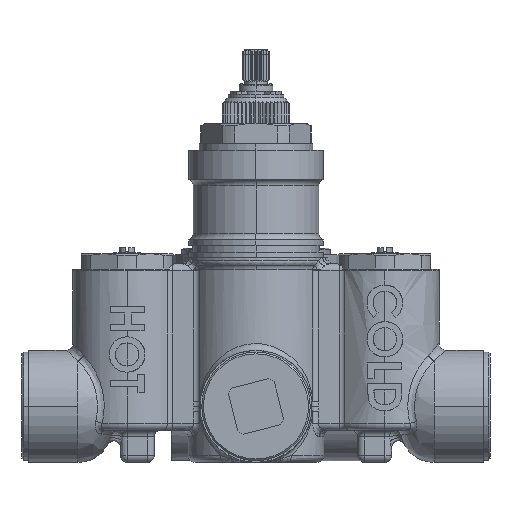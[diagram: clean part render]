
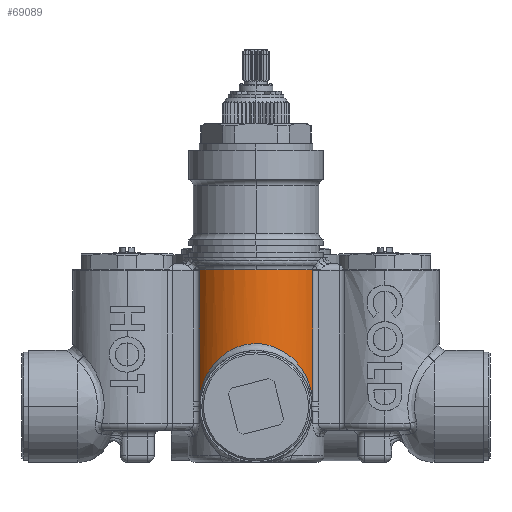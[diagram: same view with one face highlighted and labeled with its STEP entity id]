
A CAD part, front view. The second image highlights one B-rep face of the part: STEP entity #69089.
In plain terms, the highlighted cylindrical face has radius 20 mm (diameter 40 mm), a partial arc.
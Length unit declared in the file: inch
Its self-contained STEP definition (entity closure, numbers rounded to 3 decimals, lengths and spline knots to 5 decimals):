
#5183=DIRECTION('',(0.,0.,1.));
#5184=VECTOR('',#5183,1.51575);
#5185=CARTESIAN_POINT('',(-0.65995,-0.42949,
0.70866));
#5186=LINE('',#5185,#5184);
#10904=CARTESIAN_POINT('',(-0.65995,-0.42949,
2.22441));
#10905=CARTESIAN_POINT('',(-0.65995,-0.42949,
2.22795));
#10906=CARTESIAN_POINT('',(-0.66002,-0.42938,
2.23147));
#10907=CARTESIAN_POINT('',(-0.66016,-0.42917,
2.23496));
#10909=CARTESIAN_POINT('',(0.,0.,2.23496));
#10910=DIRECTION('',(0.,0.,1.));
#10911=DIRECTION('',(0.,-1.,0.));
#10912=AXIS2_PLACEMENT_3D('',#10909,#10910,#10911);
#10914=CARTESIAN_POINT('',(0.66016,-0.42917,
2.23496));
#10915=CARTESIAN_POINT('',(0.66002,-0.42938,
2.23147));
#10916=CARTESIAN_POINT('',(0.65995,-0.42949,
2.22795));
#10917=CARTESIAN_POINT('',(0.65995,-0.42949,
2.22441));
#10919=DIRECTION('',(0.,0.,-1.));
#10920=VECTOR('',#10919,1.51575);
#10921=CARTESIAN_POINT('',(0.65995,-0.42949,
2.22441));
#10922=LINE('',#10921,#10920);
#10923=CARTESIAN_POINT('',(0.65995,-0.42949,
0.70866));
#10924=CARTESIAN_POINT('',(0.65816,-0.43225,
0.73291));
#10925=CARTESIAN_POINT('',(0.65388,-0.43878,
0.76837));
#10926=CARTESIAN_POINT('',(0.64636,-0.44973,
0.8084));
#10927=CARTESIAN_POINT('',(0.64135,-0.45682,
0.83093));
#10928=CARTESIAN_POINT('',(0.63314,-0.46824,
0.86438));
#10929=CARTESIAN_POINT('',(0.61859,-0.48761,
0.91216));
#10930=CARTESIAN_POINT('',(0.59471,-0.51657,
0.972));
#10931=CARTESIAN_POINT('',(0.5735,-0.5398,
1.01448));
#10932=CARTESIAN_POINT('',(0.55795,-0.55564,
1.0419));
#10933=CARTESIAN_POINT('',(0.54728,-0.5662,
1.05982));
#10934=CARTESIAN_POINT('',(0.52776,-0.58472,
1.09035));
#10935=CARTESIAN_POINT('',(0.49747,-0.61101,
1.13168));
#10936=CARTESIAN_POINT('',(0.45711,-0.64184,
1.17785));
#10937=CARTESIAN_POINT('',(0.41991,-0.66654,
1.21351));
#10938=CARTESIAN_POINT('',(0.38774,-0.68551,
1.24032));
#10939=CARTESIAN_POINT('',(0.35441,-0.70358,
1.26554));
#10940=CARTESIAN_POINT('',(0.31044,-0.72444,
1.29414));
#10941=CARTESIAN_POINT('',(0.26776,-0.74086,
1.31628));
#10942=CARTESIAN_POINT('',(0.23809,-0.7506,
1.32931));
#10943=CARTESIAN_POINT('',(0.21814,-0.75671,
1.33747));
#10944=CARTESIAN_POINT('',(0.18265,-0.76643,
1.35039));
#10945=CARTESIAN_POINT('',(0.1408,-0.77524,
1.362));
#10946=CARTESIAN_POINT('',(0.10299,-0.78077,
1.36927));
#10947=CARTESIAN_POINT('',(0.08101,-0.78328,
1.37256));
#10948=CARTESIAN_POINT('',(0.0481,-0.78634,
1.37656));
#10949=CARTESIAN_POINT('',(-0.00127,-0.78832,
1.37915));
#10950=CARTESIAN_POINT('',(-0.05061,-0.78618,
1.37635));
#10951=CARTESIAN_POINT('',(-0.08348,-0.78302,
1.37222));
#10952=CARTESIAN_POINT('',(-0.10543,-0.78045,
1.36884));
#10953=CARTESIAN_POINT('',(-0.14321,-0.7748,
1.36142));
#10954=CARTESIAN_POINT('',(-0.19536,-0.76365,
1.34671));
#10955=CARTESIAN_POINT('',(-0.24025,-0.75023,
1.32884));
#10956=CARTESIAN_POINT('',(-0.26942,-0.73993,
1.31501));
#10957=CARTESIAN_POINT('',(-0.28852,-0.73276,
1.30535));
#10958=CARTESIAN_POINT('',(-0.32094,-0.7195,
1.28738));
#10959=CARTESIAN_POINT('',(-0.3646,-0.69868,
1.25879));
#10960=CARTESIAN_POINT('',(-0.405,-0.67569,
1.22654));
#10961=CARTESIAN_POINT('',(-0.43168,-0.65863,
1.20207));
#10962=CARTESIAN_POINT('',(-0.44648,-0.64863,
1.18754));
#10963=CARTESIAN_POINT('',(-0.46809,-0.63348,
1.16534));
#10964=CARTESIAN_POINT('',(-0.49835,-0.6103,
1.13058));
#10965=CARTESIAN_POINT('',(-0.53447,-0.57885,
1.0811));
#10966=CARTESIAN_POINT('',(-0.56124,-0.55261,
1.03709));
#10967=CARTESIAN_POINT('',(-0.57827,-0.5345,
1.00467));
#10968=CARTESIAN_POINT('',(-0.58751,-0.52427,
0.98564));
#10969=CARTESIAN_POINT('',(-0.6009,-0.50908,
0.95653));
#10970=CARTESIAN_POINT('',(-0.61882,-0.4873,
0.91148));
#10971=CARTESIAN_POINT('',(-0.63487,-0.46594,
0.85863));
#10972=CARTESIAN_POINT('',(-0.64396,-0.45315,
0.81977));
#10973=CARTESIAN_POINT('',(-0.64851,-0.4466,
0.79695));
#10974=CARTESIAN_POINT('',(-0.65465,-0.43761,
0.76213));
#10975=CARTESIAN_POINT('',(-0.65818,-0.43222,
0.73265));
#10976=CARTESIAN_POINT('',(-0.65995,-0.42949,
0.70866));
#10978=CARTESIAN_POINT('',(0.,0.,
2.23496));
#10979=DIRECTION('',(0.,0.,1.));
#10980=DIRECTION('',(-0.838,-0.545,0.));
#10981=AXIS2_PLACEMENT_3D('',#10978,#10979,#10980);
#10988=CARTESIAN_POINT('',(-0.66016,-0.42917,
2.23496));
#13494=CARTESIAN_POINT('',(0.66016,-0.42917,
2.23496));
#34230=VERTEX_POINT('',#13494);
#34233=VERTEX_POINT('',#10988);
#34250=CARTESIAN_POINT('',(0.,-0.7874,2.23496));
#34251=VERTEX_POINT('',#34250);
#34690=CARTESIAN_POINT('',(0.65995,-0.42949,
2.22441));
#34692=VERTEX_POINT('',#34690);
#34694=CARTESIAN_POINT('',(0.65995,-0.42949,
0.70866));
#34695=VERTEX_POINT('',#34694);
#34712=CARTESIAN_POINT('',(-0.65995,-0.42949,
0.70866));
#34713=CARTESIAN_POINT('',(-0.65995,-0.42949,
2.22441));
#34714=VERTEX_POINT('',#34712);
#34715=VERTEX_POINT('',#34713);
#69072=CARTESIAN_POINT('',(0.,0.,2.23496));
#69073=DIRECTION('',(0.,0.,-1.));
#69074=DIRECTION('',(0.,1.,0.));
#69075=AXIS2_PLACEMENT_3D('',#69072,#69073,#69074);
#69076=CYLINDRICAL_SURFACE('',#69075,0.7874);
#69077=ORIENTED_EDGE('',*,*,#52536,.T.);
#69078=ORIENTED_EDGE('',*,*,#52565,.T.);
#69080=ORIENTED_EDGE('',*,*,#69079,.T.);
#69082=ORIENTED_EDGE('',*,*,#69081,.T.);
#69083=ORIENTED_EDGE('',*,*,#69062,.T.);
#69084=ORIENTED_EDGE('',*,*,#69040,.T.);
#69086=ORIENTED_EDGE('',*,*,#69085,.T.);
#69087=EDGE_LOOP('',(#69077,#69078,#69080,#69082,#69083,#69084,#69086));
#69088=FACE_OUTER_BOUND('',#69087,.F.);
#69089=ADVANCED_FACE('',(#69088),#69076,.T.);
#10908=B_SPLINE_CURVE_WITH_KNOTS('',3,(#10904,#10905,#10906,#10907),
.UNSPECIFIED.,.F.,.F.,(4,4),(0.,1.),.UNSPECIFIED.);
#10913=CIRCLE('',#10912,0.7874);
#10918=B_SPLINE_CURVE_WITH_KNOTS('',3,(#10914,#10915,#10916,#10917),
.UNSPECIFIED.,.F.,.F.,(4,4),(0.,1.),.UNSPECIFIED.);
#10977=B_SPLINE_CURVE_WITH_KNOTS('',3,(#10923,#10924,#10925,#10926,#10927,
#10928,#10929,#10930,#10931,#10932,#10933,#10934,#10935,#10936,#10937,#10938,
#10939,#10940,#10941,#10942,#10943,#10944,#10945,#10946,#10947,#10948,#10949,
#10950,#10951,#10952,#10953,#10954,#10955,#10956,#10957,#10958,#10959,#10960,
#10961,#10962,#10963,#10964,#10965,#10966,#10967,#10968,#10969,#10970,#10971,
#10972,#10973,#10974,#10975,#10976),.UNSPECIFIED.,.F.,.F.,(4,1,1,1,1,1,1,1,1,1,
1,1,1,1,1,1,1,1,1,1,1,1,1,1,1,1,1,1,1,1,1,1,1,1,1,1,1,1,1,1,1,1,1,1,1,1,1,1,1,1,
1,4),(0.,0.03125,0.04688,0.05469,
0.0625,0.09375,0.125,0.15625,
0.16406,0.17188,0.1875,0.21875,
0.25,0.28125,0.29688,0.3125,
0.34375,0.375,0.38281,0.39063,
0.40625,0.4375,0.45312,0.46094,
0.46875,0.5,0.53125,0.53906,
0.54687,0.5625,0.59375,0.625,
0.63281,0.64062,0.65625,0.6875,
0.71875,0.73437,0.74219,0.75,
0.78125,0.8125,0.84375,0.85937,
0.86719,0.875,0.90625,0.9375,
0.95312,0.96094,0.96875,1.),.UNSPECIFIED.);
#10982=CIRCLE('',#10981,0.7874);
#52536=EDGE_CURVE('',#34714,#34715,#5186,.T.);
#52565=EDGE_CURVE('',#34715,#34233,#10908,.T.);
#69040=EDGE_CURVE('',#34692,#34695,#10922,.T.);
#69062=EDGE_CURVE('',#34230,#34692,#10918,.T.);
#69079=EDGE_CURVE('',#34233,#34251,#10982,.T.);
#69081=EDGE_CURVE('',#34251,#34230,#10913,.T.);
#69085=EDGE_CURVE('',#34695,#34714,#10977,.T.);
